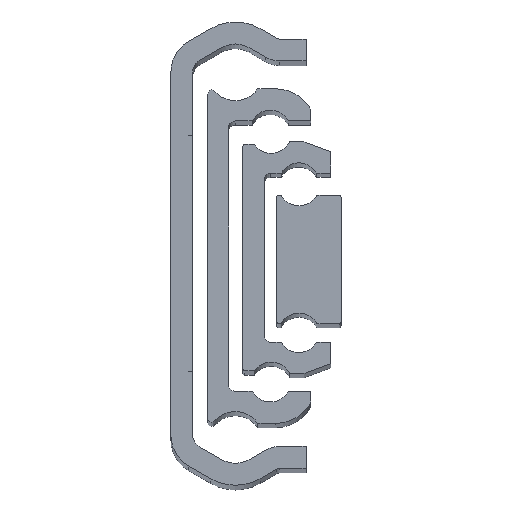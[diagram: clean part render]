
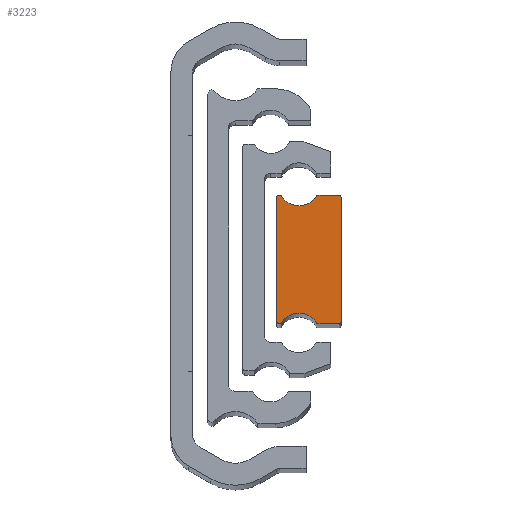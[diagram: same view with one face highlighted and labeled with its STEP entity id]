
A CAD part, top view. The second image highlights one B-rep face of the part: STEP entity #3223.
In plain terms, the highlighted planar face has unit normal (0, 0, 1).
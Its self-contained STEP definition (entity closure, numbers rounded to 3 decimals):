
#292 = CARTESIAN_POINT ( 'NONE',  ( 10.68, 9.5, 351.5 ) ) ;
#293 = VERTEX_POINT ( 'NONE', #409 ) ;
#295 = VERTEX_POINT ( 'NONE', #411 ) ;
#316 = CARTESIAN_POINT ( 'NONE',  ( 10.45, -9.5, 351.5 ) ) ;
#317 = CARTESIAN_POINT ( 'NONE',  ( 16.32, 9.5, 351.5 ) ) ;
#330 = CARTESIAN_POINT ( 'NONE',  ( 16.32, -9.5, 351.5 ) ) ;
#352 = CARTESIAN_POINT ( 'NONE',  ( 10.25, 9.3, 351.5 ) ) ;
#367 = CARTESIAN_POINT ( 'NONE',  ( 10.25, -9.3, 351.5 ) ) ;
#376 = CARTESIAN_POINT ( 'NONE',  ( 10.933, 9.361, 351.5 ) ) ;
#402 = VERTEX_POINT ( 'NONE', #316 ) ;
#403 = VERTEX_POINT ( 'NONE', #317 ) ;
#408 = VERTEX_POINT ( 'NONE', #573 ) ;
#409 = CARTESIAN_POINT ( 'NONE',  ( 10.68, -9.5, 351.5 ) ) ;
#411 = CARTESIAN_POINT ( 'NONE',  ( 10.933, -9.361, 351.5 ) ) ;
#414 = VERTEX_POINT ( 'NONE', #330 ) ;
#449 = VERTEX_POINT ( 'NONE', #352 ) ;
#451 = VERTEX_POINT ( 'NONE', #367 ) ;
#454 = VERTEX_POINT ( 'NONE', #376 ) ;
#458 = VERTEX_POINT ( 'NONE', #589 ) ;
#476 = VERTEX_POINT ( 'NONE', #600 ) ;
#479 = VERTEX_POINT ( 'NONE', #646 ) ;
#489 = VERTEX_POINT ( 'NONE', #554 ) ;
#494 = VERTEX_POINT ( 'NONE', #579 ) ;
#501 = VERTEX_POINT ( 'NONE', #618 ) ;
#504 = VERTEX_POINT ( 'NONE', #292 ) ;
#554 = CARTESIAN_POINT ( 'NONE',  ( 19.75, -9.2, 351.5 ) ) ;
#573 = CARTESIAN_POINT ( 'NONE',  ( 10.45, 9.5, 351.5 ) ) ;
#579 = CARTESIAN_POINT ( 'NONE',  ( 19.45, -9.5, 351.5 ) ) ;
#589 = CARTESIAN_POINT ( 'NONE',  ( 16.067, -9.361, 351.5 ) ) ;
#600 = CARTESIAN_POINT ( 'NONE',  ( 19.45, 9.5, 351.5 ) ) ;
#618 = CARTESIAN_POINT ( 'NONE',  ( 16.067, 9.361, 351.5 ) ) ;
#646 = CARTESIAN_POINT ( 'NONE',  ( 19.75, 9.2, 351.5 ) ) ;
#863 = ORIENTED_EDGE ( 'NONE', *, *, #3781, .T. ) ;
#864 = ORIENTED_EDGE ( 'NONE', *, *, #3778, .T. ) ;
#865 = ORIENTED_EDGE ( 'NONE', *, *, #3780, .T. ) ;
#866 = ORIENTED_EDGE ( 'NONE', *, *, #3784, .T. ) ;
#867 = ORIENTED_EDGE ( 'NONE', *, *, #3787, .T. ) ;
#868 = ORIENTED_EDGE ( 'NONE', *, *, #3790, .T. ) ;
#869 = ORIENTED_EDGE ( 'NONE', *, *, #3793, .T. ) ;
#870 = ORIENTED_EDGE ( 'NONE', *, *, #3765, .T. ) ;
#871 = ORIENTED_EDGE ( 'NONE', *, *, #3802, .T. ) ;
#872 = ORIENTED_EDGE ( 'NONE', *, *, #3800, .T. ) ;
#873 = ORIENTED_EDGE ( 'NONE', *, *, #3799, .T. ) ;
#874 = ORIENTED_EDGE ( 'NONE', *, *, #3804, .T. ) ;
#875 = ORIENTED_EDGE ( 'NONE', *, *, #3807, .T. ) ;
#876 = ORIENTED_EDGE ( 'NONE', *, *, #3810, .T. ) ;
#877 = ORIENTED_EDGE ( 'NONE', *, *, #3813, .T. ) ;
#878 = ORIENTED_EDGE ( 'NONE', *, *, #3775, .T. ) ;
#1043 = FACE_OUTER_BOUND ( 'NONE', #2858, .T. ) ;
#1308 = LINE ( 'NONE', #1583, #1310 ) ;
#1310 = VECTOR ( 'NONE', #1584, 1000. ) ;
#1322 = LINE ( 'NONE', #1600, #1326 ) ;
#1326 = VECTOR ( 'NONE', #1611, 1000. ) ;
#1327 = LINE ( 'NONE', #1618, #1328 ) ;
#1328 = VECTOR ( 'NONE', #1619, 1000. ) ;
#1583 = CARTESIAN_POINT ( 'NONE',  ( 10.25, 9.3, 351.5 ) ) ;
#1584 = DIRECTION ( 'NONE',  ( 0., -1., 0. ) ) ;
#1600 = CARTESIAN_POINT ( 'NONE',  ( 19.75, -9.2, 351.5 ) ) ;
#1611 = DIRECTION ( 'NONE',  ( 0., 1., 0. ) ) ;
#1615 = CARTESIAN_POINT ( 'NONE',  ( 16.32, 9.2, 351.5 ) ) ;
#1618 = CARTESIAN_POINT ( 'NONE',  ( 19.45, 9.5, 351.5 ) ) ;
#1619 = DIRECTION ( 'NONE',  ( -1., 0., 0. ) ) ;
#1620 = CARTESIAN_POINT ( 'NONE',  ( 19.45, 9.2, 351.5 ) ) ;
#1623 = DIRECTION ( 'NONE',  ( 0., 0., 1. ) ) ;
#1624 = DIRECTION ( 'NONE',  ( 1., 0., 0. ) ) ;
#1625 = DIRECTION ( 'NONE',  ( 0., 0., 1. ) ) ;
#1626 = DIRECTION ( 'NONE',  ( 1., 0., 0. ) ) ;
#1627 = CARTESIAN_POINT ( 'NONE',  ( 13.5, 10.99, 351.5 ) ) ;
#1634 = DIRECTION ( 'NONE',  ( 0., 0., -1. ) ) ;
#1635 = DIRECTION ( 'NONE',  ( 1., 0., 0. ) ) ;
#1638 = CARTESIAN_POINT ( 'NONE',  ( 10.68, 9.2, 351.5 ) ) ;
#1640 = DIRECTION ( 'NONE',  ( 0., 0., 1. ) ) ;
#1641 = DIRECTION ( 'NONE',  ( 1., 0., 0. ) ) ;
#1647 = CARTESIAN_POINT ( 'NONE',  ( 10.68, 9.5, 351.5 ) ) ;
#1648 = DIRECTION ( 'NONE',  ( -1., 0., 0. ) ) ;
#1649 = CARTESIAN_POINT ( 'NONE',  ( 10.45, 9.3, 351.5 ) ) ;
#1655 = DIRECTION ( 'NONE',  ( 0., 0., 1. ) ) ;
#1656 = DIRECTION ( 'NONE',  ( 1., 0., 0. ) ) ;
#1668 = CARTESIAN_POINT ( 'NONE',  ( 10.68, -9.2, 351.5 ) ) ;
#1670 = CARTESIAN_POINT ( 'NONE',  ( 10.45, -9.3, 351.5 ) ) ;
#1671 = DIRECTION ( 'NONE',  ( 0., 0., 1. ) ) ;
#1672 = DIRECTION ( 'NONE',  ( 1., 0., 0. ) ) ;
#1673 = CARTESIAN_POINT ( 'NONE',  ( 10.45, -9.5, 351.5 ) ) ;
#1674 = DIRECTION ( 'NONE',  ( 1., 0., 0. ) ) ;
#1678 = CARTESIAN_POINT ( 'NONE',  ( 13.5, -10.99, 351.5 ) ) ;
#1679 = DIRECTION ( 'NONE',  ( 0., 0., 1. ) ) ;
#1680 = DIRECTION ( 'NONE',  ( 1., 0., 0. ) ) ;
#1684 = DIRECTION ( 'NONE',  ( 0., 0., -1. ) ) ;
#1685 = DIRECTION ( 'NONE',  ( 1., 0., 0. ) ) ;
#1688 = CARTESIAN_POINT ( 'NONE',  ( 16.32, -9.2, 351.5 ) ) ;
#1690 = DIRECTION ( 'NONE',  ( 0., 0., 1. ) ) ;
#1691 = DIRECTION ( 'NONE',  ( 1., 0., 0. ) ) ;
#1697 = CARTESIAN_POINT ( 'NONE',  ( 16.32, -9.5, 351.5 ) ) ;
#1698 = DIRECTION ( 'NONE',  ( 1., 0., 0. ) ) ;
#1699 = CARTESIAN_POINT ( 'NONE',  ( 19.45, -9.2, 351.5 ) ) ;
#1705 = DIRECTION ( 'NONE',  ( 0., 0., 1. ) ) ;
#1706 = DIRECTION ( 'NONE',  ( 1., 0., 0. ) ) ;
#1914 = CIRCLE ( 'NONE', #4202, 0.3 ) ;
#1915 = CIRCLE ( 'NONE', #4204, 0.3 ) ;
#1922 = CIRCLE ( 'NONE', #4205, 3.04 ) ;
#1924 = VECTOR ( 'NONE', #1648, 1000. ) ;
#1925 = LINE ( 'NONE', #1647, #1924 ) ;
#1926 = CIRCLE ( 'NONE', #4207, 0.3 ) ;
#1935 = CIRCLE ( 'NONE', #4210, 0.2 ) ;
#1936 = VECTOR ( 'NONE', #1674, 1000. ) ;
#1941 = LINE ( 'NONE', #1673, #1936 ) ;
#1944 = CIRCLE ( 'NONE', #4212, 0.3 ) ;
#1948 = CIRCLE ( 'NONE', #4213, 0.2 ) ;
#1952 = CIRCLE ( 'NONE', #4216, 3.04 ) ;
#1954 = VECTOR ( 'NONE', #1698, 1000. ) ;
#1955 = LINE ( 'NONE', #1697, #1954 ) ;
#1956 = CIRCLE ( 'NONE', #4217, 0.3 ) ;
#1964 = CIRCLE ( 'NONE', #4220, 0.3 ) ;
#2858 = EDGE_LOOP ( 'NONE', ( #863, #864, #865, #866, #867, #868, #869, #870, #871, #872, #873, #874, #875, #876, #877, #878 ) ) ;
#2949 = CARTESIAN_POINT ( 'NONE',  ( 19.45, 9.2, 351.5 ) ) ;
#3021 = DIRECTION ( 'NONE',  ( 1., 0., 0. ) ) ;
#3023 = DIRECTION ( 'NONE',  ( 0., 0., 1. ) ) ;
#3031 = PLANE ( 'NONE',  #3950 ) ;
#3223 = ADVANCED_FACE ( 'NONE', ( #1043 ), #3031, .T. ) ;
#3765 = EDGE_CURVE ( 'NONE', #449, #451, #1308, .T. ) ;
#3775 = EDGE_CURVE ( 'NONE', #489, #479, #1322, .T. ) ;
#3778 = EDGE_CURVE ( 'NONE', #476, #403, #1327, .T. ) ;
#3780 = EDGE_CURVE ( 'NONE', #403, #501, #1914, .T. ) ;
#3781 = EDGE_CURVE ( 'NONE', #479, #476, #1915, .T. ) ;
#3784 = EDGE_CURVE ( 'NONE', #501, #454, #1922, .T. ) ;
#3787 = EDGE_CURVE ( 'NONE', #454, #504, #1926, .T. ) ;
#3790 = EDGE_CURVE ( 'NONE', #504, #408, #1925, .T. ) ;
#3793 = EDGE_CURVE ( 'NONE', #408, #449, #1935, .T. ) ;
#3799 = EDGE_CURVE ( 'NONE', #293, #295, #1944, .T. ) ;
#3800 = EDGE_CURVE ( 'NONE', #402, #293, #1941, .T. ) ;
#3802 = EDGE_CURVE ( 'NONE', #451, #402, #1948, .T. ) ;
#3804 = EDGE_CURVE ( 'NONE', #295, #458, #1952, .T. ) ;
#3807 = EDGE_CURVE ( 'NONE', #458, #414, #1956, .T. ) ;
#3810 = EDGE_CURVE ( 'NONE', #414, #494, #1955, .T. ) ;
#3813 = EDGE_CURVE ( 'NONE', #494, #489, #1964, .T. ) ;
#3950 = AXIS2_PLACEMENT_3D ( 'NONE', #2949, #3023, #3021 ) ;
#4202 = AXIS2_PLACEMENT_3D ( 'NONE', #1615, #1623, #1624 ) ;
#4204 = AXIS2_PLACEMENT_3D ( 'NONE', #1620, #1625, #1626 ) ;
#4205 = AXIS2_PLACEMENT_3D ( 'NONE', #1627, #1634, #1635 ) ;
#4207 = AXIS2_PLACEMENT_3D ( 'NONE', #1638, #1640, #1641 ) ;
#4210 = AXIS2_PLACEMENT_3D ( 'NONE', #1649, #1655, #1656 ) ;
#4212 = AXIS2_PLACEMENT_3D ( 'NONE', #1668, #1671, #1672 ) ;
#4213 = AXIS2_PLACEMENT_3D ( 'NONE', #1670, #1679, #1680 ) ;
#4216 = AXIS2_PLACEMENT_3D ( 'NONE', #1678, #1684, #1685 ) ;
#4217 = AXIS2_PLACEMENT_3D ( 'NONE', #1688, #1690, #1691 ) ;
#4220 = AXIS2_PLACEMENT_3D ( 'NONE', #1699, #1705, #1706 ) ;
